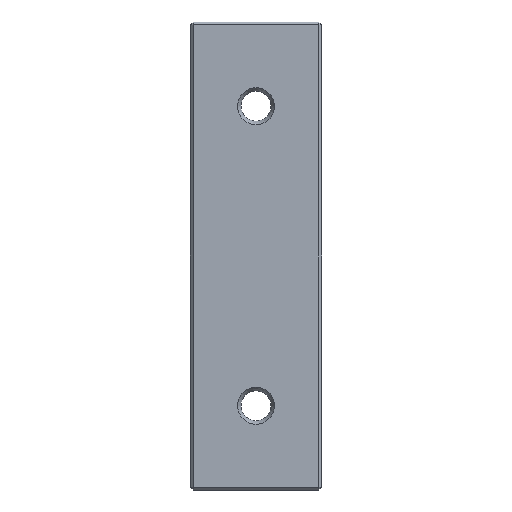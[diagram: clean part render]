
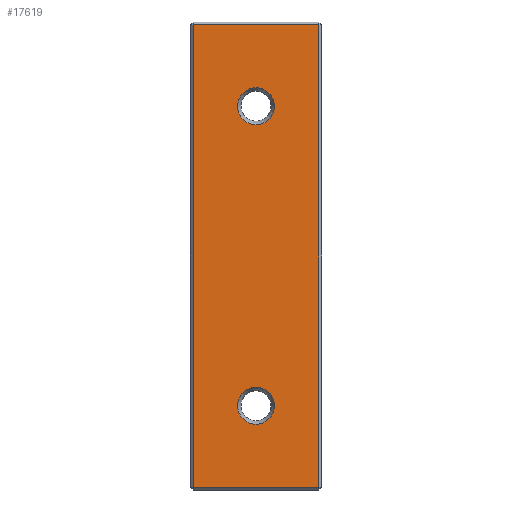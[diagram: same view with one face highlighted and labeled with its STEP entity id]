
A CAD part, front view. The second image highlights one B-rep face of the part: STEP entity #17619.
In plain terms, the highlighted planar face has unit normal (0, -1, 0).
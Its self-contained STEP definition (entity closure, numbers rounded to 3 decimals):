
#4305 = PLANE('',#4306);
#4306 = AXIS2_PLACEMENT_3D('',#4307,#4308,#4309);
#4307 = CARTESIAN_POINT('',(-3.5,0.075,0.075));
#4308 = DIRECTION('',(0.,0.707,0.707));
#4309 = DIRECTION('',(1.,0.,0.));
#4670 = PLANE('',#4671);
#4671 = AXIS2_PLACEMENT_3D('',#4672,#4673,#4674);
#4672 = CARTESIAN_POINT('',(-3.5,0.075,24.925));
#4673 = DIRECTION('',(0.,-0.707,0.707));
#4674 = DIRECTION('',(1.,0.,0.));
#4949 = VERTEX_POINT('',#4950);
#4950 = CARTESIAN_POINT('',(-3.35,0.,0.15));
#4971 = EDGE_CURVE('',#4949,#4972,#4974,.T.);
#4972 = VERTEX_POINT('',#4973);
#4973 = CARTESIAN_POINT('',(3.35,0.,0.15));
#4974 = SURFACE_CURVE('',#4975,(#4979,#4986),.PCURVE_S1.);
#4975 = LINE('',#4976,#4977);
#4976 = CARTESIAN_POINT('',(-3.5,0.,0.15));
#4977 = VECTOR('',#4978,1.);
#4978 = DIRECTION('',(1.,0.,0.));
#4979 = PCURVE('',#4305,#4980);
#4980 = DEFINITIONAL_REPRESENTATION('',(#4981),#4985);
#4981 = LINE('',#4982,#4983);
#4982 = CARTESIAN_POINT('',(0.,-0.106));
#4983 = VECTOR('',#4984,1.);
#4984 = DIRECTION('',(1.,0.));
#4985 = ( GEOMETRIC_REPRESENTATION_CONTEXT(2) 
PARAMETRIC_REPRESENTATION_CONTEXT() REPRESENTATION_CONTEXT('2D SPACE',''
  ) );
#4986 = PCURVE('',#4987,#4992);
#4987 = PLANE('',#4988);
#4988 = AXIS2_PLACEMENT_3D('',#4989,#4990,#4991);
#4989 = CARTESIAN_POINT('',(-3.5,0.,0.));
#4990 = DIRECTION('',(0.,1.,0.));
#4991 = DIRECTION('',(1.,0.,0.));
#4992 = DEFINITIONAL_REPRESENTATION('',(#4993),#4997);
#4993 = LINE('',#4994,#4995);
#4994 = CARTESIAN_POINT('',(0.,-0.15));
#4995 = VECTOR('',#4996,1.);
#4996 = DIRECTION('',(1.,0.));
#4997 = ( GEOMETRIC_REPRESENTATION_CONTEXT(2) 
PARAMETRIC_REPRESENTATION_CONTEXT() REPRESENTATION_CONTEXT('2D SPACE',''
  ) );
#5543 = VERTEX_POINT('',#5544);
#5544 = CARTESIAN_POINT('',(-3.35,0.,24.85));
#5565 = EDGE_CURVE('',#5543,#5566,#5568,.T.);
#5566 = VERTEX_POINT('',#5567);
#5567 = CARTESIAN_POINT('',(3.35,0.,24.85));
#5568 = SURFACE_CURVE('',#5569,(#5573,#5580),.PCURVE_S1.);
#5569 = LINE('',#5570,#5571);
#5570 = CARTESIAN_POINT('',(-3.5,0.,24.85));
#5571 = VECTOR('',#5572,1.);
#5572 = DIRECTION('',(1.,0.,0.));
#5573 = PCURVE('',#4670,#5574);
#5574 = DEFINITIONAL_REPRESENTATION('',(#5575),#5579);
#5575 = LINE('',#5576,#5577);
#5576 = CARTESIAN_POINT('',(0.,-0.106));
#5577 = VECTOR('',#5578,1.);
#5578 = DIRECTION('',(1.,0.));
#5579 = ( GEOMETRIC_REPRESENTATION_CONTEXT(2) 
PARAMETRIC_REPRESENTATION_CONTEXT() REPRESENTATION_CONTEXT('2D SPACE',''
  ) );
#5580 = PCURVE('',#4987,#5581);
#5581 = DEFINITIONAL_REPRESENTATION('',(#5582),#5586);
#5582 = LINE('',#5583,#5584);
#5583 = CARTESIAN_POINT('',(0.,-24.85));
#5584 = VECTOR('',#5585,1.);
#5585 = DIRECTION('',(1.,0.));
#5586 = ( GEOMETRIC_REPRESENTATION_CONTEXT(2) 
PARAMETRIC_REPRESENTATION_CONTEXT() REPRESENTATION_CONTEXT('2D SPACE',''
  ) );
#5759 = PLANE('',#5760);
#5760 = AXIS2_PLACEMENT_3D('',#5761,#5762,#5763);
#5761 = CARTESIAN_POINT('',(-3.425,0.075,0.));
#5762 = DIRECTION('',(0.707,0.707,0.
    ));
#5763 = DIRECTION('',(0.,0.,1.));
#17619 = ADVANCED_FACE('',(#17620,#17671,#17702),#4987,.F.);
#17620 = FACE_BOUND('',#17621,.F.);
#17621 = EDGE_LOOP('',(#17622,#17643,#17644,#17670));
#17622 = ORIENTED_EDGE('',*,*,#17623,.T.);
#17623 = EDGE_CURVE('',#4949,#5543,#17624,.T.);
#17624 = SURFACE_CURVE('',#17625,(#17629,#17636),.PCURVE_S1.);
#17625 = LINE('',#17626,#17627);
#17626 = CARTESIAN_POINT('',(-3.35,0.,0.));
#17627 = VECTOR('',#17628,1.);
#17628 = DIRECTION('',(0.,0.,1.));
#17629 = PCURVE('',#4987,#17630);
#17630 = DEFINITIONAL_REPRESENTATION('',(#17631),#17635);
#17631 = LINE('',#17632,#17633);
#17632 = CARTESIAN_POINT('',(0.15,0.));
#17633 = VECTOR('',#17634,1.);
#17634 = DIRECTION('',(0.,-1.));
#17635 = ( GEOMETRIC_REPRESENTATION_CONTEXT(2) 
PARAMETRIC_REPRESENTATION_CONTEXT() REPRESENTATION_CONTEXT('2D SPACE',''
  ) );
#17636 = PCURVE('',#5759,#17637);
#17637 = DEFINITIONAL_REPRESENTATION('',(#17638),#17642);
#17638 = LINE('',#17639,#17640);
#17639 = CARTESIAN_POINT('',(0.,0.106));
#17640 = VECTOR('',#17641,1.);
#17641 = DIRECTION('',(1.,0.));
#17642 = ( GEOMETRIC_REPRESENTATION_CONTEXT(2) 
PARAMETRIC_REPRESENTATION_CONTEXT() REPRESENTATION_CONTEXT('2D SPACE',''
  ) );
#17643 = ORIENTED_EDGE('',*,*,#5565,.T.);
#17644 = ORIENTED_EDGE('',*,*,#17645,.F.);
#17645 = EDGE_CURVE('',#4972,#5566,#17646,.T.);
#17646 = SURFACE_CURVE('',#17647,(#17651,#17658),.PCURVE_S1.);
#17647 = LINE('',#17648,#17649);
#17648 = CARTESIAN_POINT('',(3.35,0.,0.));
#17649 = VECTOR('',#17650,1.);
#17650 = DIRECTION('',(0.,0.,1.));
#17651 = PCURVE('',#4987,#17652);
#17652 = DEFINITIONAL_REPRESENTATION('',(#17653),#17657);
#17653 = LINE('',#17654,#17655);
#17654 = CARTESIAN_POINT('',(6.85,0.));
#17655 = VECTOR('',#17656,1.);
#17656 = DIRECTION('',(0.,-1.));
#17657 = ( GEOMETRIC_REPRESENTATION_CONTEXT(2) 
PARAMETRIC_REPRESENTATION_CONTEXT() REPRESENTATION_CONTEXT('2D SPACE',''
  ) );
#17658 = PCURVE('',#17659,#17664);
#17659 = PLANE('',#17660);
#17660 = AXIS2_PLACEMENT_3D('',#17661,#17662,#17663);
#17661 = CARTESIAN_POINT('',(3.425,0.075,0.));
#17662 = DIRECTION('',(0.707,-0.707,
    0.));
#17663 = DIRECTION('',(0.,0.,-1.));
#17664 = DEFINITIONAL_REPRESENTATION('',(#17665),#17669);
#17665 = LINE('',#17666,#17667);
#17666 = CARTESIAN_POINT('',(0.,-0.106));
#17667 = VECTOR('',#17668,1.);
#17668 = DIRECTION('',(-1.,0.));
#17669 = ( GEOMETRIC_REPRESENTATION_CONTEXT(2) 
PARAMETRIC_REPRESENTATION_CONTEXT() REPRESENTATION_CONTEXT('2D SPACE',''
  ) );
#17670 = ORIENTED_EDGE('',*,*,#4971,.F.);
#17671 = FACE_BOUND('',#17672,.F.);
#17672 = EDGE_LOOP('',(#17673));
#17673 = ORIENTED_EDGE('',*,*,#17674,.F.);
#17674 = EDGE_CURVE('',#17675,#17675,#17677,.T.);
#17675 = VERTEX_POINT('',#17676);
#17676 = CARTESIAN_POINT('',(-0.985,0.,4.5));
#17677 = SURFACE_CURVE('',#17678,(#17683,#17690),.PCURVE_S1.);
#17678 = CIRCLE('',#17679,0.985);
#17679 = AXIS2_PLACEMENT_3D('',#17680,#17681,#17682);
#17680 = CARTESIAN_POINT('',(0.,0.,4.5));
#17681 = DIRECTION('',(0.,1.,0.));
#17682 = DIRECTION('',(-1.,0.,0.));
#17683 = PCURVE('',#4987,#17684);
#17684 = DEFINITIONAL_REPRESENTATION('',(#17685),#17689);
#17685 = CIRCLE('',#17686,0.985);
#17686 = AXIS2_PLACEMENT_2D('',#17687,#17688);
#17687 = CARTESIAN_POINT('',(3.5,-4.5));
#17688 = DIRECTION('',(-1.,0.));
#17689 = ( GEOMETRIC_REPRESENTATION_CONTEXT(2) 
PARAMETRIC_REPRESENTATION_CONTEXT() REPRESENTATION_CONTEXT('2D SPACE',''
  ) );
#17690 = PCURVE('',#17691,#17696);
#17691 = CONICAL_SURFACE('',#17692,0.985,0.524);
#17692 = AXIS2_PLACEMENT_3D('',#17693,#17694,#17695);
#17693 = CARTESIAN_POINT('',(0.,0.,4.5));
#17694 = DIRECTION('',(0.,-1.,0.));
#17695 = DIRECTION('',(-1.,0.,0.));
#17696 = DEFINITIONAL_REPRESENTATION('',(#17697),#17701);
#17697 = LINE('',#17698,#17699);
#17698 = CARTESIAN_POINT('',(0.,0.));
#17699 = VECTOR('',#17700,1.);
#17700 = DIRECTION('',(-1.,0.));
#17701 = ( GEOMETRIC_REPRESENTATION_CONTEXT(2) 
PARAMETRIC_REPRESENTATION_CONTEXT() REPRESENTATION_CONTEXT('2D SPACE',''
  ) );
#17702 = FACE_BOUND('',#17703,.F.);
#17703 = EDGE_LOOP('',(#17704));
#17704 = ORIENTED_EDGE('',*,*,#17705,.F.);
#17705 = EDGE_CURVE('',#17706,#17706,#17708,.T.);
#17706 = VERTEX_POINT('',#17707);
#17707 = CARTESIAN_POINT('',(-0.985,0.,20.5));
#17708 = SURFACE_CURVE('',#17709,(#17714,#17721),.PCURVE_S1.);
#17709 = CIRCLE('',#17710,0.985);
#17710 = AXIS2_PLACEMENT_3D('',#17711,#17712,#17713);
#17711 = CARTESIAN_POINT('',(0.,0.,20.5));
#17712 = DIRECTION('',(0.,1.,0.));
#17713 = DIRECTION('',(-1.,0.,0.));
#17714 = PCURVE('',#4987,#17715);
#17715 = DEFINITIONAL_REPRESENTATION('',(#17716),#17720);
#17716 = CIRCLE('',#17717,0.985);
#17717 = AXIS2_PLACEMENT_2D('',#17718,#17719);
#17718 = CARTESIAN_POINT('',(3.5,-20.5));
#17719 = DIRECTION('',(-1.,0.));
#17720 = ( GEOMETRIC_REPRESENTATION_CONTEXT(2) 
PARAMETRIC_REPRESENTATION_CONTEXT() REPRESENTATION_CONTEXT('2D SPACE',''
  ) );
#17721 = PCURVE('',#17722,#17727);
#17722 = CONICAL_SURFACE('',#17723,0.985,0.524);
#17723 = AXIS2_PLACEMENT_3D('',#17724,#17725,#17726);
#17724 = CARTESIAN_POINT('',(0.,0.,20.5));
#17725 = DIRECTION('',(0.,-1.,0.));
#17726 = DIRECTION('',(-1.,0.,0.));
#17727 = DEFINITIONAL_REPRESENTATION('',(#17728),#17732);
#17728 = LINE('',#17729,#17730);
#17729 = CARTESIAN_POINT('',(0.,0.));
#17730 = VECTOR('',#17731,1.);
#17731 = DIRECTION('',(-1.,0.));
#17732 = ( GEOMETRIC_REPRESENTATION_CONTEXT(2) 
PARAMETRIC_REPRESENTATION_CONTEXT() REPRESENTATION_CONTEXT('2D SPACE',''
  ) );
